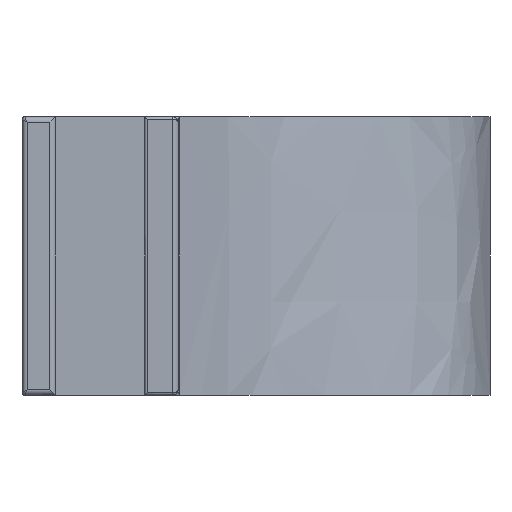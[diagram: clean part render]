
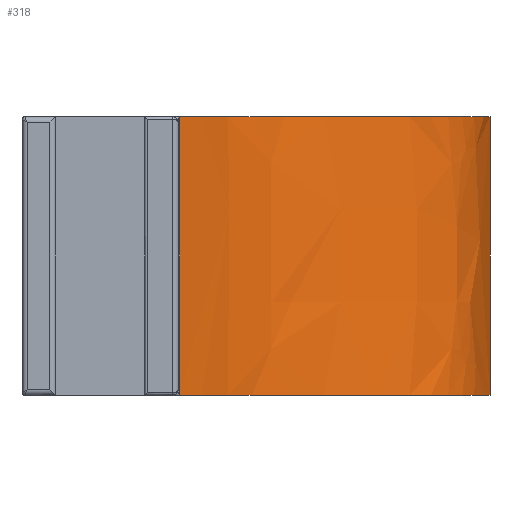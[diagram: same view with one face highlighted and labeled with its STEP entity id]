
A CAD part, left-side view. The second image highlights one B-rep face of the part: STEP entity #318.
In plain terms, the highlighted face is a extrusion surface.
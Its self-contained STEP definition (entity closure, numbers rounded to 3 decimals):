
#187 = VERTEX_POINT('',#188);
#188 = CARTESIAN_POINT('',(0.,-70.,0.));
#205 = VERTEX_POINT('',#206);
#206 = CARTESIAN_POINT('',(-56.586,-14.321,
    0.));
#212 = EDGE_CURVE('',#187,#205,#213,.T.);
#213 = B_SPLINE_CURVE_WITH_KNOTS('',3,(#214,#215,#216,#217,#218,#219),
  .UNSPECIFIED.,.F.,.F.,(4,1,1,4),(0.,20.757,30.245,
    96.021),.UNSPECIFIED.);
#214 = CARTESIAN_POINT('',(0.,-70.,0.));
#215 = CARTESIAN_POINT('',(-9.48,-69.186,0.));
#216 = CARTESIAN_POINT('',(-22.177,-64.165,0.));
#217 = CARTESIAN_POINT('',(-43.8,-11.503,0.));
#218 = CARTESIAN_POINT('',(-62.477,-21.324,0.));
#219 = CARTESIAN_POINT('',(-60.,0.,0.));
#230 = VERTEX_POINT('',#231);
#231 = CARTESIAN_POINT('',(0.,-70.,50.));
#248 = VERTEX_POINT('',#249);
#249 = CARTESIAN_POINT('',(-56.586,-14.321,50.));
#255 = EDGE_CURVE('',#230,#248,#256,.T.);
#256 = B_SPLINE_CURVE_WITH_KNOTS('',3,(#257,#258,#259,#260,#261,#262),
  .UNSPECIFIED.,.F.,.F.,(4,1,1,4),(0.,20.757,30.245,
    96.021),.UNSPECIFIED.);
#257 = CARTESIAN_POINT('',(0.,-70.,50.));
#258 = CARTESIAN_POINT('',(-9.48,-69.186,50.));
#259 = CARTESIAN_POINT('',(-22.177,-64.165,50.));
#260 = CARTESIAN_POINT('',(-43.8,-11.503,50.));
#261 = CARTESIAN_POINT('',(-62.477,-21.324,50.));
#262 = CARTESIAN_POINT('',(-60.,0.,50.));
#306 = EDGE_CURVE('',#187,#230,#307,.T.);
#307 = LINE('',#308,#309);
#308 = CARTESIAN_POINT('',(0.,-70.,0.));
#309 = VECTOR('',#310,1.);
#310 = DIRECTION('',(0.,0.,1.));
#318 = ADVANCED_FACE('',(#319),#335,.T.);
#319 = FACE_BOUND('',#320,.T.);
#320 = EDGE_LOOP('',(#321,#322,#323,#324));
#321 = ORIENTED_EDGE('',*,*,#212,.F.);
#322 = ORIENTED_EDGE('',*,*,#306,.T.);
#323 = ORIENTED_EDGE('',*,*,#255,.T.);
#324 = ORIENTED_EDGE('',*,*,#325,.T.);
#325 = EDGE_CURVE('',#248,#205,#326,.T.);
#326 = B_SPLINE_CURVE_WITH_KNOTS('',3,(#327,#328,#329,#330,#331,#332,
    #333,#334),.UNSPECIFIED.,.F.,.F.,(4,2,2,4),(-2.964,
    0.,50.,52.964),.UNSPECIFIED.);
#327 = CARTESIAN_POINT('',(-56.586,-14.321,
    52.964));
#328 = CARTESIAN_POINT('',(-56.586,-14.321,
    51.976));
#329 = CARTESIAN_POINT('',(-56.586,-14.321,
    50.988));
#330 = CARTESIAN_POINT('',(-56.586,-14.321,
    33.333));
#331 = CARTESIAN_POINT('',(-56.586,-14.321,
    16.667));
#332 = CARTESIAN_POINT('',(-56.586,-14.321,
    -0.988));
#333 = CARTESIAN_POINT('',(-56.586,-14.321,
    -1.976));
#334 = CARTESIAN_POINT('',(-56.586,-14.321,
    -2.964));
#335 = SURFACE_OF_LINEAR_EXTRUSION('',#336,#343);
#336 = B_SPLINE_CURVE_WITH_KNOTS('',3,(#337,#338,#339,#340,#341,#342),
  .UNSPECIFIED.,.F.,.F.,(4,1,1,4),(0.,20.757,30.245,
    96.021),.UNSPECIFIED.);
#337 = CARTESIAN_POINT('',(0.,-70.,0.));
#338 = CARTESIAN_POINT('',(-9.48,-69.186,0.));
#339 = CARTESIAN_POINT('',(-22.177,-64.165,0.));
#340 = CARTESIAN_POINT('',(-43.8,-11.503,0.));
#341 = CARTESIAN_POINT('',(-62.477,-21.324,0.));
#342 = CARTESIAN_POINT('',(-60.,0.,0.));
#343 = VECTOR('',#344,1.);
#344 = DIRECTION('',(0.,0.,-1.));
